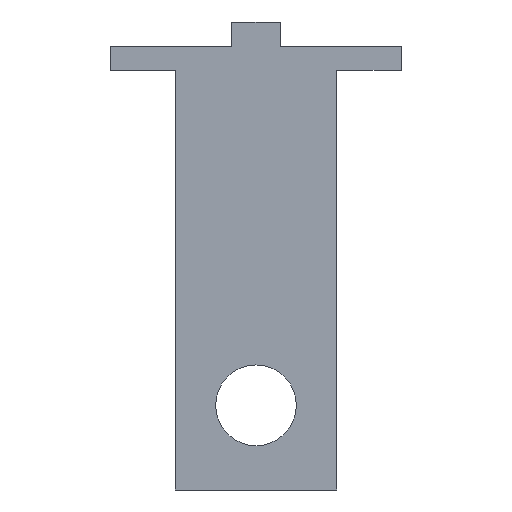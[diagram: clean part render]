
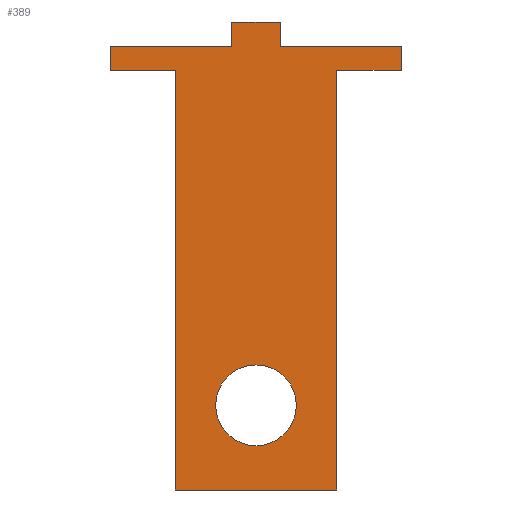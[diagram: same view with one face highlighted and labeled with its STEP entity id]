
A CAD part, front view. The second image highlights one B-rep face of the part: STEP entity #389.
In plain terms, the highlighted planar face has unit normal (0, -1, 0).
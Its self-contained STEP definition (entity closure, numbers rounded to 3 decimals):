
#1 = EDGE_CURVE ( 'NONE', #681, #168, #519, .T. ) ;
#12 = CARTESIAN_POINT ( 'NONE',  ( -10., 0., 14.631 ) ) ;
#14 = CARTESIAN_POINT ( 'NONE',  ( -18., 0., 14.631 ) ) ;
#19 = CIRCLE ( 'NONE', #417, 5. ) ;
#27 = VECTOR ( 'NONE', #280, 1000. ) ;
#35 = EDGE_CURVE ( 'NONE', #605, #484, #589, .T. ) ;
#47 = CARTESIAN_POINT ( 'NONE',  ( -10., 0., -37.369 ) ) ;
#51 = ORIENTED_EDGE ( 'NONE', *, *, #298, .F. ) ;
#57 = CARTESIAN_POINT ( 'NONE',  ( 18., 0., 14.631 ) ) ;
#64 = EDGE_CURVE ( 'NONE', #292, #67, #79, .T. ) ;
#67 = VERTEX_POINT ( 'NONE', #268 ) ;
#75 = EDGE_CURVE ( 'NONE', #168, #579, #231, .T. ) ;
#76 = CIRCLE ( 'NONE', #272, 5. ) ;
#79 = LINE ( 'NONE', #686, #125 ) ;
#99 = CARTESIAN_POINT ( 'NONE',  ( 10., 0., -37.369 ) ) ;
#114 = LINE ( 'NONE', #441, #662 ) ;
#125 = VECTOR ( 'NONE', #525, 1000. ) ;
#130 = VERTEX_POINT ( 'NONE', #648 ) ;
#132 = PLANE ( 'NONE',  #151 ) ;
#136 = VECTOR ( 'NONE', #568, 1000. ) ;
#151 = AXIS2_PLACEMENT_3D ( 'NONE', #661, #501, #343 ) ;
#155 = VERTEX_POINT ( 'NONE', #597 ) ;
#156 = CARTESIAN_POINT ( 'NONE',  ( 0., 0., -26.869 ) ) ;
#159 = CARTESIAN_POINT ( 'NONE',  ( -10., 0., 14.631 ) ) ;
#165 = EDGE_CURVE ( 'NONE', #579, #403, #398, .T. ) ;
#168 = VERTEX_POINT ( 'NONE', #283 ) ;
#169 = LINE ( 'NONE', #14, #244 ) ;
#170 = VECTOR ( 'NONE', #322, 1000. ) ;
#173 = ORIENTED_EDGE ( 'NONE', *, *, #257, .F. ) ;
#176 = CARTESIAN_POINT ( 'NONE',  ( 0., 0., -26.869 ) ) ;
#182 = CARTESIAN_POINT ( 'NONE',  ( 3., 0., 20.631 ) ) ;
#203 = EDGE_CURVE ( 'NONE', #296, #605, #454, .T. ) ;
#211 = VECTOR ( 'NONE', #479, 1000. ) ;
#220 = LINE ( 'NONE', #626, #421 ) ;
#231 = LINE ( 'NONE', #47, #303 ) ;
#237 = DIRECTION ( 'NONE',  ( 1., 0., 0. ) ) ;
#240 = ORIENTED_EDGE ( 'NONE', *, *, #203, .F. ) ;
#244 = VECTOR ( 'NONE', #553, 1000. ) ;
#254 = CARTESIAN_POINT ( 'NONE',  ( 0., 0., -21.869 ) ) ;
#257 = EDGE_CURVE ( 'NONE', #475, #378, #76, .T. ) ;
#260 = VECTOR ( 'NONE', #264, 1000. ) ;
#261 = ORIENTED_EDGE ( 'NONE', *, *, #529, .F. ) ;
#263 = EDGE_CURVE ( 'NONE', #448, #296, #328, .T. ) ;
#264 = DIRECTION ( 'NONE',  ( -1., 0., 0. ) ) ;
#265 = CARTESIAN_POINT ( 'NONE',  ( 18., 0., 14.631 ) ) ;
#268 = CARTESIAN_POINT ( 'NONE',  ( -3., 0., 20.631 ) ) ;
#272 = AXIS2_PLACEMENT_3D ( 'NONE', #176, #478, #281 ) ;
#280 = DIRECTION ( 'NONE',  ( -1., 0., 0. ) ) ;
#281 = DIRECTION ( 'NONE',  ( 0., 0., -1. ) ) ;
#283 = CARTESIAN_POINT ( 'NONE',  ( -10., 0., -37.369 ) ) ;
#292 = VERTEX_POINT ( 'NONE', #497 ) ;
#296 = VERTEX_POINT ( 'NONE', #386 ) ;
#298 = EDGE_CURVE ( 'NONE', #155, #448, #114, .T. ) ;
#303 = VECTOR ( 'NONE', #577, 1000. ) ;
#322 = DIRECTION ( 'NONE',  ( 0., 0., -1. ) ) ;
#325 = CARTESIAN_POINT ( 'NONE',  ( 18., 0., 17.631 ) ) ;
#328 = LINE ( 'NONE', #325, #405 ) ;
#329 = DIRECTION ( 'NONE',  ( 1., 0., 0. ) ) ;
#340 = DIRECTION ( 'NONE',  ( 0., 0., -1. ) ) ;
#343 = DIRECTION ( 'NONE',  ( 0., 0., 1. ) ) ;
#346 = VECTOR ( 'NONE', #237, 1000. ) ;
#347 = EDGE_CURVE ( 'NONE', #67, #155, #516, .T. ) ;
#354 = ORIENTED_EDGE ( 'NONE', *, *, #165, .F. ) ;
#357 = CARTESIAN_POINT ( 'NONE',  ( -10., 0., -37.369 ) ) ;
#362 = DIRECTION ( 'NONE',  ( 0., 0., -1. ) ) ;
#374 = EDGE_CURVE ( 'NONE', #403, #130, #169, .T. ) ;
#378 = VERTEX_POINT ( 'NONE', #491 ) ;
#379 = FACE_OUTER_BOUND ( 'NONE', #669, .T. ) ;
#386 = CARTESIAN_POINT ( 'NONE',  ( 18., 0., 17.631 ) ) ;
#389 = ADVANCED_FACE ( 'NONE', ( #617, #379 ), #132, .F. ) ;
#398 = LINE ( 'NONE', #12, #27 ) ;
#403 = VERTEX_POINT ( 'NONE', #559 ) ;
#405 = VECTOR ( 'NONE', #329, 1000. ) ;
#417 = AXIS2_PLACEMENT_3D ( 'NONE', #156, #680, #567 ) ;
#421 = VECTOR ( 'NONE', #362, 1000. ) ;
#426 = ORIENTED_EDGE ( 'NONE', *, *, #263, .F. ) ;
#441 = CARTESIAN_POINT ( 'NONE',  ( 3., 0., 17.631 ) ) ;
#443 = ORIENTED_EDGE ( 'NONE', *, *, #499, .F. ) ;
#448 = VERTEX_POINT ( 'NONE', #450 ) ;
#450 = CARTESIAN_POINT ( 'NONE',  ( 3., 0., 17.631 ) ) ;
#454 = LINE ( 'NONE', #57, #170 ) ;
#463 = ORIENTED_EDGE ( 'NONE', *, *, #374, .F. ) ;
#465 = CARTESIAN_POINT ( 'NONE',  ( -18., 0., 17.631 ) ) ;
#475 = VERTEX_POINT ( 'NONE', #254 ) ;
#478 = DIRECTION ( 'NONE',  ( 0., -1., 0. ) ) ;
#479 = DIRECTION ( 'NONE',  ( 1., 0., 0. ) ) ;
#484 = VERTEX_POINT ( 'NONE', #505 ) ;
#491 = CARTESIAN_POINT ( 'NONE',  ( 0., 0., -31.869 ) ) ;
#495 = ORIENTED_EDGE ( 'NONE', *, *, #347, .F. ) ;
#497 = CARTESIAN_POINT ( 'NONE',  ( -3., 0., 17.631 ) ) ;
#499 = EDGE_CURVE ( 'NONE', #378, #475, #19, .T. ) ;
#501 = DIRECTION ( 'NONE',  ( 0., 1., 0. ) ) ;
#505 = CARTESIAN_POINT ( 'NONE',  ( 10., 0., 14.631 ) ) ;
#508 = EDGE_LOOP ( 'NONE', ( #443, #173 ) ) ;
#516 = LINE ( 'NONE', #182, #346 ) ;
#519 = LINE ( 'NONE', #357, #260 ) ;
#525 = DIRECTION ( 'NONE',  ( 0., 0., 1. ) ) ;
#529 = EDGE_CURVE ( 'NONE', #484, #681, #220, .T. ) ;
#545 = ORIENTED_EDGE ( 'NONE', *, *, #674, .F. ) ;
#553 = DIRECTION ( 'NONE',  ( 0., 0., 1. ) ) ;
#556 = ORIENTED_EDGE ( 'NONE', *, *, #35, .F. ) ;
#559 = CARTESIAN_POINT ( 'NONE',  ( -18., 0., 14.631 ) ) ;
#564 = CARTESIAN_POINT ( 'NONE',  ( 10., 0., 14.631 ) ) ;
#567 = DIRECTION ( 'NONE',  ( 0., 0., -1. ) ) ;
#568 = DIRECTION ( 'NONE',  ( -1., 0., 0. ) ) ;
#577 = DIRECTION ( 'NONE',  ( 0., 0., 1. ) ) ;
#579 = VERTEX_POINT ( 'NONE', #159 ) ;
#585 = LINE ( 'NONE', #465, #211 ) ;
#589 = LINE ( 'NONE', #564, #136 ) ;
#597 = CARTESIAN_POINT ( 'NONE',  ( 3., 0., 20.631 ) ) ;
#605 = VERTEX_POINT ( 'NONE', #265 ) ;
#617 = FACE_BOUND ( 'NONE', #508, .T. ) ;
#626 = CARTESIAN_POINT ( 'NONE',  ( 10., 0., -37.369 ) ) ;
#648 = CARTESIAN_POINT ( 'NONE',  ( -18., 0., 17.631 ) ) ;
#650 = ORIENTED_EDGE ( 'NONE', *, *, #75, .F. ) ;
#651 = ORIENTED_EDGE ( 'NONE', *, *, #1, .F. ) ;
#655 = ORIENTED_EDGE ( 'NONE', *, *, #64, .F. ) ;
#661 = CARTESIAN_POINT ( 'NONE',  ( 0., 0., 0. ) ) ;
#662 = VECTOR ( 'NONE', #340, 1000. ) ;
#669 = EDGE_LOOP ( 'NONE', ( #261, #556, #240, #426, #51, #495, #655, #545, #463, #354, #650, #651 ) ) ;
#674 = EDGE_CURVE ( 'NONE', #130, #292, #585, .T. ) ;
#680 = DIRECTION ( 'NONE',  ( 0., -1., 0. ) ) ;
#681 = VERTEX_POINT ( 'NONE', #99 ) ;
#686 = CARTESIAN_POINT ( 'NONE',  ( -3., 0., 17.631 ) ) ;
